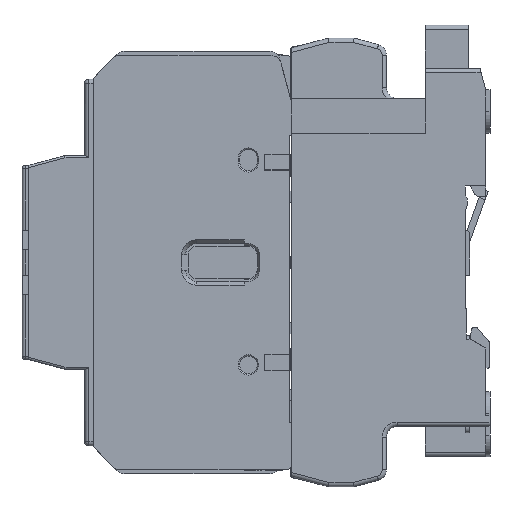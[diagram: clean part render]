
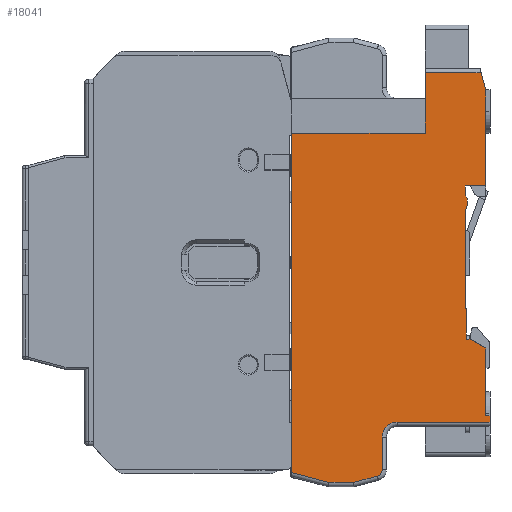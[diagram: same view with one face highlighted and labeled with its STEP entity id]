
A CAD part, left-side view. The second image highlights one B-rep face of the part: STEP entity #18041.
In plain terms, the highlighted planar face has unit normal (-1, 0, 0).
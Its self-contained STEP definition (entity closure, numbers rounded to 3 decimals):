
#2118=DIRECTION('',(0.,1.,0.));
#2119=VECTOR('',#2118,12.928);
#2120=CARTESIAN_POINT('',(-32.75,1.072,44.));
#2121=LINE('',#2120,#2119);
#2132=DIRECTION('',(0.,-0.259,-0.966));
#2133=VECTOR('',#2132,4.141);
#2134=CARTESIAN_POINT('',(-32.75,1.072,44.));
#2135=LINE('',#2134,#2133);
#2139=DIRECTION('',(0.,0.,-1.));
#2140=VECTOR('',#2139,22.25);
#2141=CARTESIAN_POINT('',(-32.75,0.,40.));
#2142=LINE('',#2141,#2140);
#2146=DIRECTION('',(0.,1.,0.));
#2147=VECTOR('',#2146,4.7);
#2148=CARTESIAN_POINT('',(-32.75,0.,17.75));
#2149=LINE('',#2148,#2147);
#2153=DIRECTION('',(0.,0.,-1.));
#2154=VECTOR('',#2153,2.307);
#2155=CARTESIAN_POINT('',(-32.75,4.7,17.75));
#2156=LINE('',#2155,#2154);
#2160=DIRECTION('',(0.,-0.5,-0.866));
#2161=VECTOR('',#2160,0.8);
#2162=CARTESIAN_POINT('',(-32.75,4.7,15.443));
#2163=LINE('',#2162,#2161);
#2167=DIRECTION('',(0.,0.,-1.));
#2168=VECTOR('',#2167,1.5);
#2169=CARTESIAN_POINT('',(-32.75,4.3,14.75));
#2170=LINE('',#2169,#2168);
#2174=DIRECTION('',(0.,0.259,-0.966));
#2175=VECTOR('',#2174,1.545);
#2176=CARTESIAN_POINT('',(-32.75,4.3,13.25));
#2177=LINE('',#2176,#2175);
#2181=DIRECTION('',(0.,0.,-1.));
#2182=VECTOR('',#2181,22.507);
#2183=CARTESIAN_POINT('',(-32.75,4.7,11.757));
#2184=LINE('',#2183,#2182);
#2188=DIRECTION('',(0.,-1.,0.));
#2189=VECTOR('',#2188,0.9);
#2190=CARTESIAN_POINT('',(-32.75,4.5,-17.75));
#2191=LINE('',#2190,#2189);
#2195=DIRECTION('',(0.,-0.866,-0.5));
#2196=VECTOR('',#2195,4.157);
#2197=CARTESIAN_POINT('',(-32.75,3.6,-17.75));
#2198=LINE('',#2197,#2196);
#2202=DIRECTION('',(0.,0.,-1.));
#2203=VECTOR('',#2202,15.672);
#2204=CARTESIAN_POINT('',(-32.75,0.,-19.828));
#2205=LINE('',#2204,#2203);
#2209=CARTESIAN_POINT('',(-32.75,20.5,-40.5));
#2210=DIRECTION('',(-1.,0.,0.));
#2211=DIRECTION('',(0.,0.,1.));
#2212=AXIS2_PLACEMENT_3D('',#2209,#2210,#2211);
#2217=CARTESIAN_POINT('',(-32.75,25.5,-48.072));
#2218=DIRECTION('',(1.,0.,0.));
#2219=DIRECTION('',(0.,-1.,0.));
#2220=AXIS2_PLACEMENT_3D('',#2217,#2218,#2219);
#2225=DIRECTION('',(0.,0.966,-0.259));
#2226=VECTOR('',#2225,5.715);
#2227=CARTESIAN_POINT('',(-32.75,25.112,-49.521));
#2228=LINE('',#2227,#2226);
#2232=DIRECTION('',(0.,0.966,0.259));
#2233=VECTOR('',#2232,8.936);
#2234=CARTESIAN_POINT('',(-32.75,36.368,-51.));
#2235=LINE('',#2234,#2233);
#2239=DIRECTION('',(0.,0.,1.));
#2240=VECTOR('',#2239,78.687);
#2241=CARTESIAN_POINT('',(-32.75,45.,-48.687));
#2242=LINE('',#2241,#2240);
#3885=DIRECTION('',(0.,0.,-1.));
#3886=VECTOR('',#3885,14.);
#3887=CARTESIAN_POINT('',(-32.75,14.,44.));
#3888=LINE('',#3887,#3886);
#4573=DIRECTION('',(0.,1.,0.));
#4574=VECTOR('',#4573,31.);
#4575=CARTESIAN_POINT('',(-32.75,14.,30.));
#4576=LINE('',#4575,#4574);
#5547=DIRECTION('',(0.,-1.,0.));
#5548=VECTOR('',#5547,5.737);
#5549=CARTESIAN_POINT('',(-32.75,36.368,-51.));
#5550=LINE('',#5549,#5548);
#5622=DIRECTION('',(0.,0.,1.));
#5623=VECTOR('',#5622,7.572);
#5624=CARTESIAN_POINT('',(-32.75,24.,-48.072));
#5625=LINE('',#5624,#5623);
#5667=DIRECTION('',(0.,-1.,0.));
#5668=VECTOR('',#5667,21.5);
#5669=CARTESIAN_POINT('',(-32.75,20.5,-37.));
#5670=LINE('',#5669,#5668);
#5682=DIRECTION('',(0.,0.,1.));
#5683=VECTOR('',#5682,1.5);
#5684=CARTESIAN_POINT('',(-32.75,-1.,-37.));
#5685=LINE('',#5684,#5683);
#5710=DIRECTION('',(0.,1.,0.));
#5711=VECTOR('',#5710,1.);
#5712=CARTESIAN_POINT('',(-32.75,-1.,-35.5));
#5713=LINE('',#5712,#5711);
#9682=DIRECTION('',(0.,0.,1.));
#9683=VECTOR('',#9682,7.);
#9684=CARTESIAN_POINT('',(-32.75,4.5,-17.75));
#9685=LINE('',#9684,#9683);
#9703=DIRECTION('',(0.,1.,0.));
#9704=VECTOR('',#9703,0.2);
#9705=CARTESIAN_POINT('',(-32.75,4.5,-10.75));
#9706=LINE('',#9705,#9704);
#14003=CARTESIAN_POINT('',(-32.75,45.,30.));
#14004=VERTEX_POINT('',#14003);
#14005=CARTESIAN_POINT('',(-32.75,45.,-48.687));
#14006=VERTEX_POINT('',#14005);
#14217=CARTESIAN_POINT('',(-32.75,4.7,15.443));
#14219=VERTEX_POINT('',#14217);
#14220=CARTESIAN_POINT('',(-32.75,4.7,17.75));
#14221=VERTEX_POINT('',#14220);
#14314=CARTESIAN_POINT('',(-32.75,4.7,-10.75));
#14315=VERTEX_POINT('',#14314);
#14316=CARTESIAN_POINT('',(-32.75,4.7,11.757));
#14317=VERTEX_POINT('',#14316);
#14348=CARTESIAN_POINT('',(-32.75,4.3,14.75));
#14349=VERTEX_POINT('',#14348);
#14435=CARTESIAN_POINT('',(-32.75,4.3,13.25));
#14436=VERTEX_POINT('',#14435);
#14437=CARTESIAN_POINT('',(-32.75,1.072,44.));
#14438=CARTESIAN_POINT('',(-32.75,14.,44.));
#14439=VERTEX_POINT('',#14437);
#14440=VERTEX_POINT('',#14438);
#14441=CARTESIAN_POINT('',(-32.75,0.,40.));
#14442=VERTEX_POINT('',#14441);
#14443=CARTESIAN_POINT('',(-32.75,0.,17.75));
#14444=VERTEX_POINT('',#14443);
#14445=CARTESIAN_POINT('',(-32.75,4.5,-10.75));
#14446=VERTEX_POINT('',#14445);
#14447=CARTESIAN_POINT('',(-32.75,4.5,-17.75));
#14448=VERTEX_POINT('',#14447);
#14449=CARTESIAN_POINT('',(-32.75,3.6,-17.75));
#14450=VERTEX_POINT('',#14449);
#14451=CARTESIAN_POINT('',(-32.75,0.,-19.828));
#14452=VERTEX_POINT('',#14451);
#14453=CARTESIAN_POINT('',(-32.75,0.,-35.5));
#14454=VERTEX_POINT('',#14453);
#14455=CARTESIAN_POINT('',(-32.75,-1.,-35.5));
#14456=VERTEX_POINT('',#14455);
#14457=CARTESIAN_POINT('',(-32.75,-1.,-37.));
#14458=VERTEX_POINT('',#14457);
#14459=CARTESIAN_POINT('',(-32.75,20.5,-37.));
#14460=VERTEX_POINT('',#14459);
#14461=CARTESIAN_POINT('',(-32.75,24.,-40.5));
#14462=VERTEX_POINT('',#14461);
#14463=CARTESIAN_POINT('',(-32.75,24.,-48.072));
#14464=VERTEX_POINT('',#14463);
#14465=CARTESIAN_POINT('',(-32.75,25.112,-49.521));
#14466=VERTEX_POINT('',#14465);
#14467=CARTESIAN_POINT('',(-32.75,30.632,-51.));
#14468=VERTEX_POINT('',#14467);
#14469=CARTESIAN_POINT('',(-32.75,36.368,-51.));
#14470=VERTEX_POINT('',#14469);
#14471=CARTESIAN_POINT('',(-32.75,14.,30.));
#14472=VERTEX_POINT('',#14471);
#17986=CARTESIAN_POINT('',(-32.75,0.,-38.));
#17987=DIRECTION('',(-1.,0.,0.));
#17988=DIRECTION('',(0.,0.,1.));
#17989=AXIS2_PLACEMENT_3D('',#17986,#17987,#17988);
#17990=PLANE('',#17989);
#17991=ORIENTED_EDGE('',*,*,#17970,.F.);
#17992=ORIENTED_EDGE('',*,*,#17952,.T.);
#17993=ORIENTED_EDGE('',*,*,#17917,.T.);
#17995=ORIENTED_EDGE('',*,*,#17994,.T.);
#17997=ORIENTED_EDGE('',*,*,#17996,.T.);
#17999=ORIENTED_EDGE('',*,*,#17998,.T.);
#18001=ORIENTED_EDGE('',*,*,#18000,.T.);
#18003=ORIENTED_EDGE('',*,*,#18002,.T.);
#18004=ORIENTED_EDGE('',*,*,#17358,.T.);
#18006=ORIENTED_EDGE('',*,*,#18005,.F.);
#18008=ORIENTED_EDGE('',*,*,#18007,.F.);
#18010=ORIENTED_EDGE('',*,*,#18009,.T.);
#18012=ORIENTED_EDGE('',*,*,#18011,.T.);
#18014=ORIENTED_EDGE('',*,*,#18013,.T.);
#18016=ORIENTED_EDGE('',*,*,#18015,.F.);
#18018=ORIENTED_EDGE('',*,*,#18017,.F.);
#18020=ORIENTED_EDGE('',*,*,#18019,.F.);
#18022=ORIENTED_EDGE('',*,*,#18021,.T.);
#18024=ORIENTED_EDGE('',*,*,#18023,.F.);
#18026=ORIENTED_EDGE('',*,*,#18025,.T.);
#18028=ORIENTED_EDGE('',*,*,#18027,.T.);
#18030=ORIENTED_EDGE('',*,*,#18029,.F.);
#18032=ORIENTED_EDGE('',*,*,#18031,.T.);
#18034=ORIENTED_EDGE('',*,*,#18033,.T.);
#18036=ORIENTED_EDGE('',*,*,#18035,.F.);
#18038=ORIENTED_EDGE('',*,*,#18037,.F.);
#18039=EDGE_LOOP('',(#17991,#17992,#17993,#17995,#17997,#17999,#18001,#18003,
#18004,#18006,#18008,#18010,#18012,#18014,#18016,#18018,#18020,#18022,#18024,
#18026,#18028,#18030,#18032,#18034,#18036,#18038));
#18040=FACE_OUTER_BOUND('',#18039,.F.);
#2213=CIRCLE('',#2212,3.5);
#2221=CIRCLE('',#2220,1.5);
#17358=EDGE_CURVE('',#14317,#14315,#2184,.T.);
#17917=EDGE_CURVE('',#14442,#14444,#2142,.T.);
#17952=EDGE_CURVE('',#14439,#14442,#2135,.T.);
#17970=EDGE_CURVE('',#14439,#14440,#2121,.T.);
#17994=EDGE_CURVE('',#14444,#14221,#2149,.T.);
#17996=EDGE_CURVE('',#14221,#14219,#2156,.T.);
#17998=EDGE_CURVE('',#14219,#14349,#2163,.T.);
#18000=EDGE_CURVE('',#14349,#14436,#2170,.T.);
#18002=EDGE_CURVE('',#14436,#14317,#2177,.T.);
#18005=EDGE_CURVE('',#14446,#14315,#9706,.T.);
#18007=EDGE_CURVE('',#14448,#14446,#9685,.T.);
#18009=EDGE_CURVE('',#14448,#14450,#2191,.T.);
#18011=EDGE_CURVE('',#14450,#14452,#2198,.T.);
#18013=EDGE_CURVE('',#14452,#14454,#2205,.T.);
#18015=EDGE_CURVE('',#14456,#14454,#5713,.T.);
#18017=EDGE_CURVE('',#14458,#14456,#5685,.T.);
#18019=EDGE_CURVE('',#14460,#14458,#5670,.T.);
#18021=EDGE_CURVE('',#14460,#14462,#2213,.T.);
#18023=EDGE_CURVE('',#14464,#14462,#5625,.T.);
#18025=EDGE_CURVE('',#14464,#14466,#2221,.T.);
#18027=EDGE_CURVE('',#14466,#14468,#2228,.T.);
#18029=EDGE_CURVE('',#14470,#14468,#5550,.T.);
#18031=EDGE_CURVE('',#14470,#14006,#2235,.T.);
#18033=EDGE_CURVE('',#14006,#14004,#2242,.T.);
#18035=EDGE_CURVE('',#14472,#14004,#4576,.T.);
#18037=EDGE_CURVE('',#14440,#14472,#3888,.T.);
#18041=ADVANCED_FACE('',(#18040),#17990,.T.);
